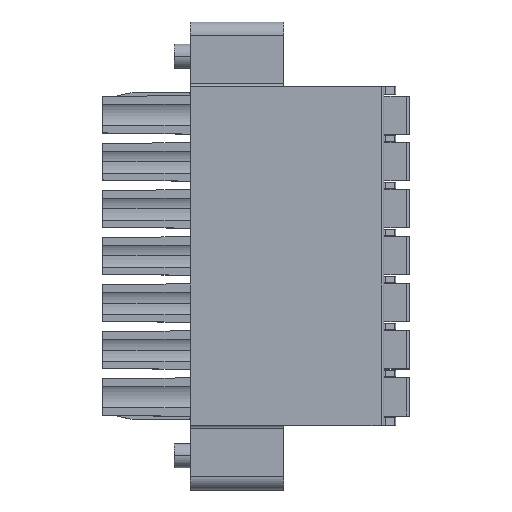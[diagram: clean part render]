
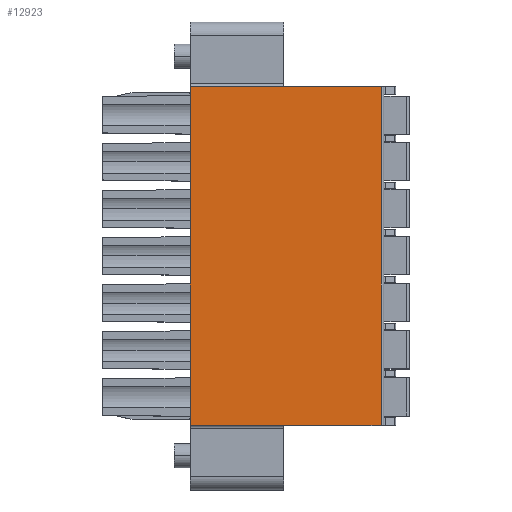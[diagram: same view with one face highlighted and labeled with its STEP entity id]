
A CAD part, top view. The second image highlights one B-rep face of the part: STEP entity #12923.
In plain terms, the highlighted planar face has unit normal (0, 0, 1).
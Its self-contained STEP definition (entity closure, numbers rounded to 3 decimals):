
#3851=DIRECTION('',(0.,1.,0.));
#3852=VECTOR('',#3851,25.2);
#3853=CARTESIAN_POINT('',(-6.625,-35.645,23.4));
#3854=LINE('',#3853,#3852);
#3855=DIRECTION('',(0.,-1.,0.));
#3856=VECTOR('',#3855,25.2);
#3857=CARTESIAN_POINT('',(7.575,-10.445,23.4));
#3858=LINE('',#3857,#3856);
#3859=DIRECTION('',(-1.,0.,0.));
#3860=VECTOR('',#3859,6.95);
#3861=CARTESIAN_POINT('',(0.325,-10.445,23.4));
#3862=LINE('',#3861,#3860);
#3943=DIRECTION('',(-1.,0.,0.));
#3944=VECTOR('',#3943,7.25);
#3945=CARTESIAN_POINT('',(7.575,-10.445,23.4));
#3946=LINE('',#3945,#3944);
#4233=DIRECTION('',(1.,0.,0.));
#4234=VECTOR('',#4233,7.25);
#4235=CARTESIAN_POINT('',(0.325,-35.645,23.4));
#4236=LINE('',#4235,#4234);
#4789=DIRECTION('',(1.,0.,0.));
#4790=VECTOR('',#4789,6.95);
#4791=CARTESIAN_POINT('',(-6.625,-35.645,23.4));
#4792=LINE('',#4791,#4790);
#6055=CARTESIAN_POINT('',(-6.625,-35.645,23.4));
#6057=VERTEX_POINT('',#6055);
#6230=CARTESIAN_POINT('',(7.575,-35.645,23.4));
#6231=VERTEX_POINT('',#6230);
#6232=CARTESIAN_POINT('',(0.325,-35.645,23.4));
#6233=VERTEX_POINT('',#6232);
#7436=CARTESIAN_POINT('',(-6.625,-10.445,23.4));
#7437=VERTEX_POINT('',#7436);
#7517=CARTESIAN_POINT('',(7.575,-10.445,23.4));
#7518=VERTEX_POINT('',#7517);
#7519=CARTESIAN_POINT('',(0.325,-10.445,23.4));
#7520=VERTEX_POINT('',#7519);
#12906=CARTESIAN_POINT('',(4.299,13.355,23.4));
#12907=DIRECTION('',(0.,0.,1.));
#12908=DIRECTION('',(-1.,0.,0.));
#12909=AXIS2_PLACEMENT_3D('',#12906,#12907,#12908);
#12910=PLANE('',#12909);
#12911=ORIENTED_EDGE('',*,*,#7769,.T.);
#12913=ORIENTED_EDGE('',*,*,#12912,.F.);
#12915=ORIENTED_EDGE('',*,*,#12914,.F.);
#12916=ORIENTED_EDGE('',*,*,#12896,.T.);
#12918=ORIENTED_EDGE('',*,*,#12917,.F.);
#12920=ORIENTED_EDGE('',*,*,#12919,.F.);
#12921=EDGE_LOOP('',(#12911,#12913,#12915,#12916,#12918,#12920));
#12922=FACE_OUTER_BOUND('',#12921,.F.);
#7769=EDGE_CURVE('',#6057,#7437,#3854,.T.);
#12896=EDGE_CURVE('',#7518,#6231,#3858,.T.);
#12912=EDGE_CURVE('',#7520,#7437,#3862,.T.);
#12914=EDGE_CURVE('',#7518,#7520,#3946,.T.);
#12917=EDGE_CURVE('',#6233,#6231,#4236,.T.);
#12919=EDGE_CURVE('',#6057,#6233,#4792,.T.);
#12923=ADVANCED_FACE('',(#12922),#12910,.T.);
